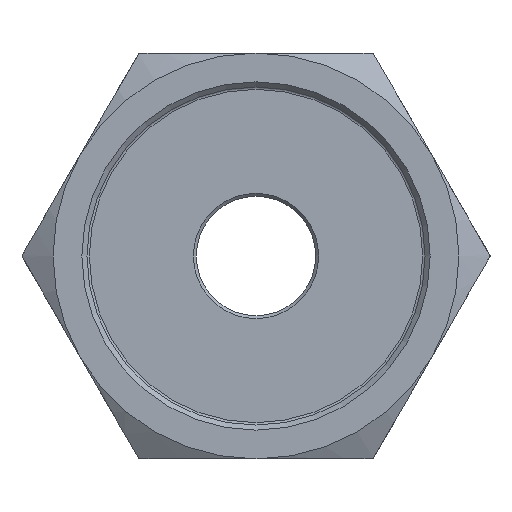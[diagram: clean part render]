
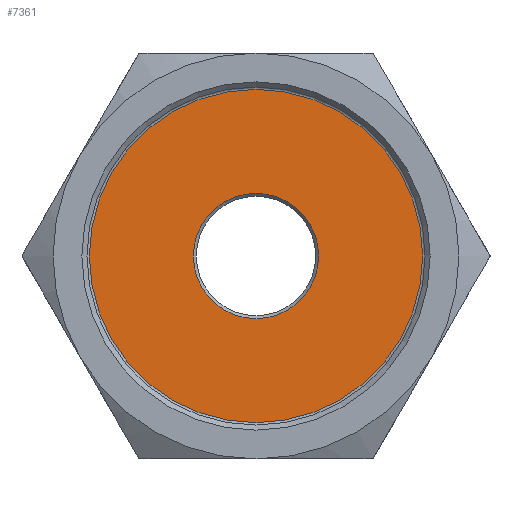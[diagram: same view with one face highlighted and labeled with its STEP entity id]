
A CAD part, left-side view. The second image highlights one B-rep face of the part: STEP entity #7361.
In plain terms, the highlighted planar face has unit normal (-1, 0, 0).
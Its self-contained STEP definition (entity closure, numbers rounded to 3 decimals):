
#996 = FACE_BOUND ( 'NONE', #8301, .T. ) ;
#1000 = PLANE ( 'NONE',  #3262 ) ;
#1001 = DIRECTION ( 'NONE',  ( 0., 1., 0. ) ) ;
#1024 = FACE_OUTER_BOUND ( 'NONE', #8296, .T. ) ;
#1031 = CARTESIAN_POINT ( 'NONE',  ( 24.8, 0., -28.428 ) ) ;
#1033 = DIRECTION ( 'NONE',  ( 1., 0., 0. ) ) ;
#3262 = AXIS2_PLACEMENT_3D ( 'NONE', #1031, #1033, #1001 ) ;
#3607 = CIRCLE ( 'NONE', #3608, 10.5 ) ;
#3608 = AXIS2_PLACEMENT_3D ( 'NONE', #5785, #5795, #5764 ) ;
#3883 = DIRECTION ( 'NONE',  ( 1., 0., 0. ) ) ;
#3898 = CARTESIAN_POINT ( 'NONE',  ( 24.8, 0., 0. ) ) ;
#3899 = DIRECTION ( 'NONE',  ( 0., 0., 1. ) ) ;
#4225 = CARTESIAN_POINT ( 'NONE',  ( 24.8, 0., 10.5 ) ) ;
#4244 = VERTEX_POINT ( 'NONE', #4225 ) ;
#4257 = CARTESIAN_POINT ( 'NONE',  ( 24.8, 0., 27.928 ) ) ;
#4287 = VERTEX_POINT ( 'NONE', #4257 ) ;
#5764 = DIRECTION ( 'NONE',  ( 0., 0., 1. ) ) ;
#5785 = CARTESIAN_POINT ( 'NONE',  ( 24.8, 0., 0. ) ) ;
#5795 = DIRECTION ( 'NONE',  ( -1., 0., 0. ) ) ;
#6995 = AXIS2_PLACEMENT_3D ( 'NONE', #3898, #3883, #3899 ) ;
#7016 = CIRCLE ( 'NONE', #6995, 27.928 ) ;
#7361 = ADVANCED_FACE ( 'NONE', ( #996, #1024 ), #1000, .F. ) ;
#7503 = EDGE_CURVE ( 'NONE', #4244, #4244, #3607, .T. ) ;
#7800 = EDGE_CURVE ( 'NONE', #4287, #4287, #7016, .T. ) ;
#7934 = ORIENTED_EDGE ( 'NONE', *, *, #7800, .F. ) ;
#7978 = ORIENTED_EDGE ( 'NONE', *, *, #7503, .F. ) ;
#8296 = EDGE_LOOP ( 'NONE', ( #7934 ) ) ;
#8301 = EDGE_LOOP ( 'NONE', ( #7978 ) ) ;
